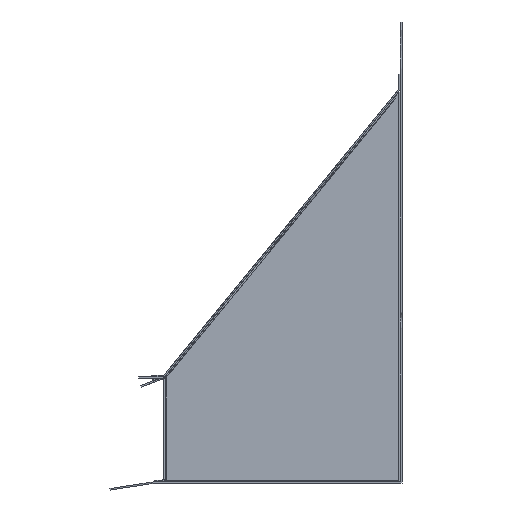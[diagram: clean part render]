
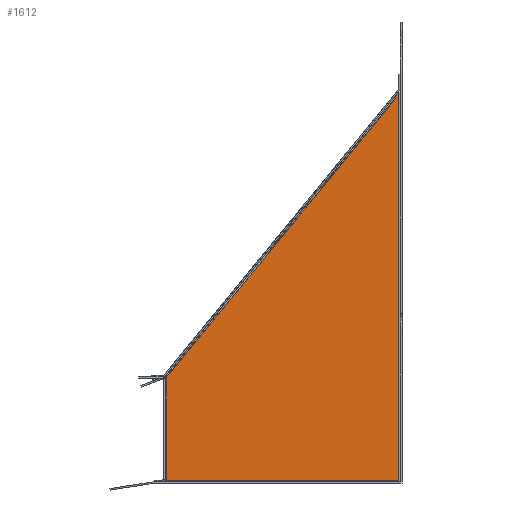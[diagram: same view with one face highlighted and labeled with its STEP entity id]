
A CAD part, left-side view. The second image highlights one B-rep face of the part: STEP entity #1612.
In plain terms, the highlighted planar face has unit normal (-1, 0, 0).
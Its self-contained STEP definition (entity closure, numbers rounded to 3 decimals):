
#265 = LINE ( 'NONE', #16215, #29092 ) ;
#582 = DIRECTION ( 'NONE',  ( 0., -0.635, 0.773 ) ) ;
#936 = EDGE_CURVE ( 'NONE', #27876, #11730, #16942, .T. ) ;
#1594 = EDGE_CURVE ( 'NONE', #3556, #27876, #6885, .T. ) ;
#1612 = ADVANCED_FACE ( 'NONE', ( #30725 ), #12722, .T. ) ;
#1778 = DIRECTION ( 'NONE',  ( 0., 0.635, -0.773 ) ) ;
#1789 = ORIENTED_EDGE ( 'NONE', *, *, #8220, .T. ) ;
#1972 = AXIS2_PLACEMENT_3D ( 'NONE', #8825, #2921, #13758 ) ;
#2092 = VECTOR ( 'NONE', #582, 1000. ) ;
#2921 = DIRECTION ( 'NONE',  ( -1., 0., 0. ) ) ;
#3014 = ORIENTED_EDGE ( 'NONE', *, *, #33882, .F. ) ;
#3556 = VERTEX_POINT ( 'NONE', #27139 ) ;
#3810 = EDGE_CURVE ( 'NONE', #7058, #20961, #21034, .T. ) ;
#4994 = DIRECTION ( 'NONE',  ( 0., 0., -1. ) ) ;
#6133 = CARTESIAN_POINT ( 'NONE',  ( -301.5, 3., 401.7 ) ) ;
#6159 = DIRECTION ( 'NONE',  ( 0., -1., 0. ) ) ;
#6391 = CARTESIAN_POINT ( 'NONE',  ( -301.5, 230., 0. ) ) ;
#6877 = LINE ( 'NONE', #6133, #33194 ) ;
#6885 = LINE ( 'NONE', #6391, #17977 ) ;
#7043 = ORIENTED_EDGE ( 'NONE', *, *, #936, .T. ) ;
#7058 = VERTEX_POINT ( 'NONE', #22680 ) ;
#7118 = LINE ( 'NONE', #25357, #13300 ) ;
#7839 = CARTESIAN_POINT ( 'NONE',  ( -301.5, 3., 22.2 ) ) ;
#8130 = CARTESIAN_POINT ( 'NONE',  ( -301.5, 6.688, 395.021 ) ) ;
#8220 = EDGE_CURVE ( 'NONE', #11730, #20961, #6877, .T. ) ;
#8280 = DIRECTION ( 'NONE',  ( 0., -0.773, -0.635 ) ) ;
#8825 = CARTESIAN_POINT ( 'NONE',  ( -301.5, 0., 0. ) ) ;
#9098 = LINE ( 'NONE', #10519, #2092 ) ;
#9731 = CARTESIAN_POINT ( 'NONE',  ( -301.5, 230., 22.2 ) ) ;
#10041 = VECTOR ( 'NONE', #12656, 1000. ) ;
#10319 = VERTEX_POINT ( 'NONE', #8130 ) ;
#10519 = CARTESIAN_POINT ( 'NONE',  ( -301.5, 231.5, 123.7 ) ) ;
#11730 = VERTEX_POINT ( 'NONE', #7839 ) ;
#12656 = DIRECTION ( 'NONE',  ( 0., -1., 0. ) ) ;
#12722 = PLANE ( 'NONE',  #1972 ) ;
#13300 = VECTOR ( 'NONE', #1778, 1000. ) ;
#13758 = DIRECTION ( 'NONE',  ( 0., 0., -1. ) ) ;
#14049 = VECTOR ( 'NONE', #6159, 1000. ) ;
#15406 = EDGE_CURVE ( 'NONE', #10319, #3556, #7118, .T. ) ;
#15718 = CARTESIAN_POINT ( 'NONE',  ( -301.5, 7.847, 395.973 ) ) ;
#16183 = ORIENTED_EDGE ( 'NONE', *, *, #3810, .F. ) ;
#16215 = CARTESIAN_POINT ( 'NONE',  ( -301.5, 6.688, 395.021 ) ) ;
#16511 = ORIENTED_EDGE ( 'NONE', *, *, #15406, .T. ) ;
#16942 = LINE ( 'NONE', #29245, #10041 ) ;
#17977 = VECTOR ( 'NONE', #4994, 1000. ) ;
#20961 = VERTEX_POINT ( 'NONE', #31481 ) ;
#21034 = LINE ( 'NONE', #29129, #14049 ) ;
#22388 = ORIENTED_EDGE ( 'NONE', *, *, #1594, .T. ) ;
#22680 = CARTESIAN_POINT ( 'NONE',  ( -301.5, 3.143, 401.7 ) ) ;
#23053 = EDGE_LOOP ( 'NONE', ( #1789, #16183, #3014, #27721, #16511, #22388, #7043 ) ) ;
#25357 = CARTESIAN_POINT ( 'NONE',  ( -301.5, 197.743, 162.432 ) ) ;
#27139 = CARTESIAN_POINT ( 'NONE',  ( -301.5, 230., 123.163 ) ) ;
#27721 = ORIENTED_EDGE ( 'NONE', *, *, #32689, .T. ) ;
#27876 = VERTEX_POINT ( 'NONE', #9731 ) ;
#29092 = VECTOR ( 'NONE', #8280, 1000. ) ;
#29129 = CARTESIAN_POINT ( 'NONE',  ( -301.5, 1.5, 401.7 ) ) ;
#29245 = CARTESIAN_POINT ( 'NONE',  ( -301.5, 3., 22.2 ) ) ;
#29313 = VERTEX_POINT ( 'NONE', #15718 ) ;
#30725 = FACE_OUTER_BOUND ( 'NONE', #23053, .T. ) ;
#30752 = DIRECTION ( 'NONE',  ( 0., 0., 1. ) ) ;
#31481 = CARTESIAN_POINT ( 'NONE',  ( -301.5, 3., 401.7 ) ) ;
#32689 = EDGE_CURVE ( 'NONE', #29313, #10319, #265, .T. ) ;
#33194 = VECTOR ( 'NONE', #30752, 1000. ) ;
#33882 = EDGE_CURVE ( 'NONE', #29313, #7058, #9098, .T. ) ;
